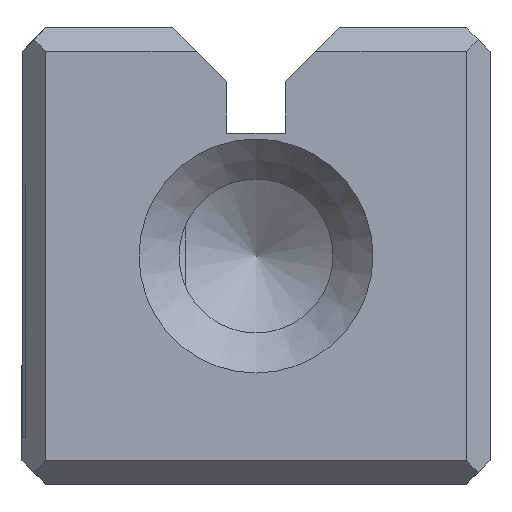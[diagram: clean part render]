
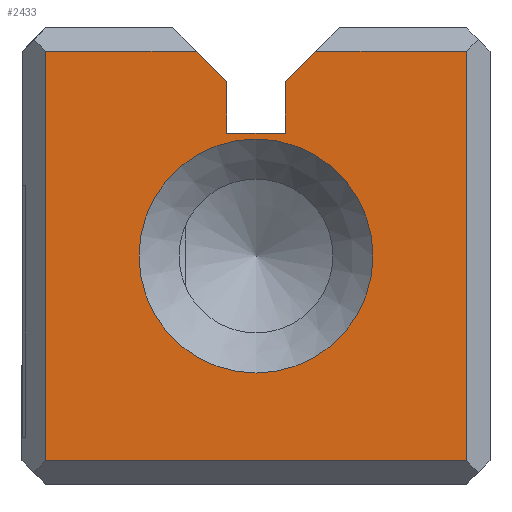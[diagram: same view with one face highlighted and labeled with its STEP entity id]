
A CAD part, front view. The second image highlights one B-rep face of the part: STEP entity #2433.
In plain terms, the highlighted planar face has unit normal (0, -1, 0).
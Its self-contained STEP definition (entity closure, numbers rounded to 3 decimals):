
#2433=ADVANCED_FACE('',(#3255,#3256),#2778,.T.);
#2778=PLANE('',#8317);
#3012=CIRCLE('',#8316,1.);
#3255=FACE_BOUND('',#3375,.T.);
#3256=FACE_BOUND('',#3376,.T.);
#3375=EDGE_LOOP('',(#4005,#4006,#4007,#4008,#4009,#4010,#4011,#4012,#4013,
#4014));
#3376=EDGE_LOOP('',(#4015));
#4005=ORIENTED_EDGE('',*,*,#6355,.T.);
#4006=ORIENTED_EDGE('',*,*,#6356,.F.);
#4007=ORIENTED_EDGE('',*,*,#6357,.F.);
#4008=ORIENTED_EDGE('',*,*,#6358,.F.);
#4009=ORIENTED_EDGE('',*,*,#6359,.T.);
#4010=ORIENTED_EDGE('',*,*,#6360,.T.);
#4011=ORIENTED_EDGE('',*,*,#6361,.T.);
#4012=ORIENTED_EDGE('',*,*,#6362,.T.);
#4013=ORIENTED_EDGE('',*,*,#6363,.T.);
#4014=ORIENTED_EDGE('',*,*,#6364,.F.);
#4015=ORIENTED_EDGE('',*,*,#6365,.T.);
#5757=VERTEX_POINT('',#10573);
#5758=VERTEX_POINT('',#10574);
#5759=VERTEX_POINT('',#10576);
#5760=VERTEX_POINT('',#10578);
#5761=VERTEX_POINT('',#10580);
#5762=VERTEX_POINT('',#10582);
#5763=VERTEX_POINT('',#10584);
#5764=VERTEX_POINT('',#10586);
#5765=VERTEX_POINT('',#10588);
#5766=VERTEX_POINT('',#10590);
#5767=VERTEX_POINT('',#10593);
#6355=EDGE_CURVE('',#5757,#5758,#7149,.T.);
#6356=EDGE_CURVE('',#5759,#5758,#7150,.T.);
#6357=EDGE_CURVE('',#5760,#5759,#7151,.T.);
#6358=EDGE_CURVE('',#5761,#5760,#7152,.T.);
#6359=EDGE_CURVE('',#5761,#5762,#7153,.T.);
#6360=EDGE_CURVE('',#5762,#5763,#7154,.T.);
#6361=EDGE_CURVE('',#5763,#5764,#7155,.T.);
#6362=EDGE_CURVE('',#5764,#5765,#7156,.T.);
#6363=EDGE_CURVE('',#5765,#5766,#7157,.T.);
#6364=EDGE_CURVE('',#5757,#5766,#7158,.T.);
#6365=EDGE_CURVE('',#5767,#5767,#3012,.T.);
#7149=LINE('',#10572,#7809);
#7150=LINE('',#10575,#7810);
#7151=LINE('',#10577,#7811);
#7152=LINE('',#10579,#7812);
#7153=LINE('',#10581,#7813);
#7154=LINE('',#10583,#7814);
#7155=LINE('',#10585,#7815);
#7156=LINE('',#10587,#7816);
#7157=LINE('',#10589,#7817);
#7158=LINE('',#10591,#7818);
#7809=VECTOR('',#8781,1.);
#7810=VECTOR('',#8782,1.);
#7811=VECTOR('',#8783,1.);
#7812=VECTOR('',#8784,1.);
#7813=VECTOR('',#8785,1.);
#7814=VECTOR('',#8786,1.);
#7815=VECTOR('',#8787,1.);
#7816=VECTOR('',#8788,1.);
#7817=VECTOR('',#8789,1.);
#7818=VECTOR('',#8790,1.);
#8316=AXIS2_PLACEMENT_3D('',#10592,#8791,#8792);
#8317=AXIS2_PLACEMENT_3D('',#10594,#8793,#8794);
#8781=DIRECTION('',(0.,0.,-1.));
#8782=DIRECTION('',(1.,0.,0.));
#8783=DIRECTION('',(0.,0.,-1.));
#8784=DIRECTION('',(0.707,0.,-0.707));
#8785=DIRECTION('',(-1.,0.,0.));
#8786=DIRECTION('',(0.,0.,-1.));
#8787=DIRECTION('',(1.,0.,0.));
#8788=DIRECTION('',(0.,0.,1.));
#8789=DIRECTION('',(-1.,0.,0.));
#8790=DIRECTION('',(0.707,0.,0.707));
#8791=DIRECTION('',(0.,1.,0.));
#8792=DIRECTION('',(0.,0.,1.));
#8793=DIRECTION('',(0.,-1.,0.));
#8794=DIRECTION('',(0.,0.,1.));
#10572=CARTESIAN_POINT('',(2.25,0.,3.));
#10573=CARTESIAN_POINT('',(2.25,0.,3.439));
#10574=CARTESIAN_POINT('',(2.25,0.,3.));
#10575=CARTESIAN_POINT('',(1.75,0.,3.));
#10576=CARTESIAN_POINT('',(1.75,0.,3.));
#10577=CARTESIAN_POINT('',(1.75,0.,3.));
#10578=CARTESIAN_POINT('',(1.75,0.,3.439));
#10579=CARTESIAN_POINT('',(1.289,0.,3.9));
#10580=CARTESIAN_POINT('',(1.489,0.,3.7));
#10581=CARTESIAN_POINT('',(2.,0.,3.7));
#10582=CARTESIAN_POINT('',(0.2,0.,3.7));
#10583=CARTESIAN_POINT('',(0.2,0.,0.));
#10584=CARTESIAN_POINT('',(0.2,0.,0.2));
#10585=CARTESIAN_POINT('',(2.,0.,0.2));
#10586=CARTESIAN_POINT('',(3.8,0.,0.2));
#10587=CARTESIAN_POINT('',(3.8,0.,0.));
#10588=CARTESIAN_POINT('',(3.8,0.,3.7));
#10589=CARTESIAN_POINT('',(2.,0.,3.7));
#10590=CARTESIAN_POINT('',(2.511,0.,3.7));
#10591=CARTESIAN_POINT('',(2.,0.,3.189));
#10592=CARTESIAN_POINT('',(2.,0.,1.95));
#10593=CARTESIAN_POINT('',(2.,0.,2.95));
#10594=CARTESIAN_POINT('',(2.,0.,0.));
